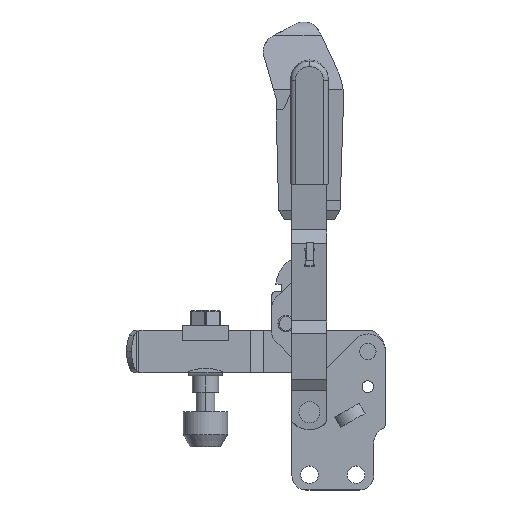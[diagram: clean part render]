
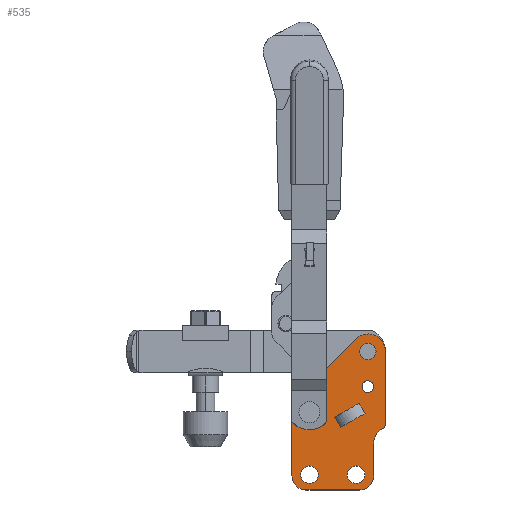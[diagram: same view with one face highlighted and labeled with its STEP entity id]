
A CAD part, top view. The second image highlights one B-rep face of the part: STEP entity #535.
In plain terms, the highlighted planar face has unit normal (0, 0, 1).
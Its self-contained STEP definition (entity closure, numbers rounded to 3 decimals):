
#535=ADVANCED_FACE('NONE',(#1504,#1505,#1506,#1507,#1508,#1509,#1510),#1511,.T.);
#1504=FACE_OUTER_BOUND('',#2985,.T.);
#1505=FACE_BOUND('',#2986,.T.);
#1506=FACE_BOUND('',#2987,.T.);
#1507=FACE_BOUND('',#2988,.T.);
#1508=FACE_BOUND('',#2989,.T.);
#1509=FACE_BOUND('',#2990,.T.);
#1510=FACE_BOUND('',#2991,.T.);
#1511=PLANE('',#2992);
#2985=EDGE_LOOP('',(#4524,#4525,#4526,#4527,#4528,#4529,#4530,#4531,#4532,#4533,#4534));
#2986=EDGE_LOOP('',(#4535,#4536));
#2987=EDGE_LOOP('',(#4537,#4538));
#2988=EDGE_LOOP('',(#4539,#4540));
#2989=EDGE_LOOP('',(#4541,#4542));
#2990=EDGE_LOOP('',(#4543,#4544));
#2991=EDGE_LOOP('',(#4545,#4546,#4547,#4548));
#2992=AXIS2_PLACEMENT_3D('',#4549,#4550,#4551);
#4524=ORIENTED_EDGE('',*,*,#8647,.T.);
#4525=ORIENTED_EDGE('',*,*,#8648,.T.);
#4526=ORIENTED_EDGE('',*,*,#8649,.T.);
#4527=ORIENTED_EDGE('',*,*,#8650,.T.);
#4528=ORIENTED_EDGE('',*,*,#8651,.T.);
#4529=ORIENTED_EDGE('',*,*,#8652,.F.);
#4530=ORIENTED_EDGE('',*,*,#8653,.T.);
#4531=ORIENTED_EDGE('',*,*,#8654,.T.);
#4532=ORIENTED_EDGE('',*,*,#8655,.T.);
#4533=ORIENTED_EDGE('',*,*,#8656,.T.);
#4534=ORIENTED_EDGE('',*,*,#8657,.T.);
#4535=ORIENTED_EDGE('',*,*,#8554,.T.);
#4536=ORIENTED_EDGE('',*,*,#8658,.T.);
#4537=ORIENTED_EDGE('',*,*,#8564,.T.);
#4538=ORIENTED_EDGE('',*,*,#8659,.T.);
#4539=ORIENTED_EDGE('',*,*,#8660,.F.);
#4540=ORIENTED_EDGE('',*,*,#8614,.F.);
#4541=ORIENTED_EDGE('',*,*,#8661,.F.);
#4542=ORIENTED_EDGE('',*,*,#8609,.F.);
#4543=ORIENTED_EDGE('',*,*,#8592,.F.);
#4544=ORIENTED_EDGE('',*,*,#8662,.F.);
#4545=ORIENTED_EDGE('',*,*,#8643,.F.);
#4546=ORIENTED_EDGE('',*,*,#8663,.T.);
#4547=ORIENTED_EDGE('',*,*,#8641,.T.);
#4548=ORIENTED_EDGE('',*,*,#8664,.F.);
#4549=CARTESIAN_POINT('',(-26.5,-53.25,6.0));
#4550=DIRECTION('',(0.0,0.0,1.0));
#4551=DIRECTION('',(1.0,0.0,0.0));
#8554=EDGE_CURVE('NONE',#10200,#10198,#10201,.T.);
#8564=EDGE_CURVE('NONE',#10218,#10216,#10219,.T.);
#8592=EDGE_CURVE('NONE',#10267,#10268,#10269,.T.);
#8609=EDGE_CURVE('NONE',#10297,#10299,#10300,.T.);
#8614=EDGE_CURVE('NONE',#10306,#10308,#10309,.T.);
#8641=EDGE_CURVE('NONE',#10353,#10350,#10354,.T.);
#8643=EDGE_CURVE('NONE',#10355,#10351,#10357,.T.);
#8647=EDGE_CURVE('NONE',#10361,#10362,#10363,.T.);
#8648=EDGE_CURVE('NONE',#10362,#10364,#10365,.T.);
#8649=EDGE_CURVE('NONE',#10364,#10366,#10367,.T.);
#8650=EDGE_CURVE('NONE',#10366,#10368,#10369,.T.);
#8651=EDGE_CURVE('NONE',#10368,#10370,#10371,.T.);
#8652=EDGE_CURVE('NONE',#10372,#10370,#10373,.T.);
#8653=EDGE_CURVE('NONE',#10372,#10374,#10375,.T.);
#8654=EDGE_CURVE('NONE',#10374,#10376,#10377,.T.);
#8655=EDGE_CURVE('NONE',#10376,#10378,#10379,.T.);
#8656=EDGE_CURVE('NONE',#10378,#10380,#10381,.T.);
#8657=EDGE_CURVE('NONE',#10380,#10361,#10382,.T.);
#8658=EDGE_CURVE('NONE',#10198,#10200,#10383,.T.);
#8659=EDGE_CURVE('NONE',#10216,#10218,#10384,.T.);
#8660=EDGE_CURVE('NONE',#10308,#10306,#10385,.T.);
#8661=EDGE_CURVE('NONE',#10299,#10297,#10386,.T.);
#8662=EDGE_CURVE('NONE',#10268,#10267,#10387,.T.);
#8663=EDGE_CURVE('NONE',#10355,#10353,#10388,.T.);
#8664=EDGE_CURVE('NONE',#10351,#10350,#10389,.T.);
#10198=VERTEX_POINT('NONE',#12613);
#10200=VERTEX_POINT('NONE',#12616);
#10201=CIRCLE('',#12617,2.5);
#10216=VERTEX_POINT('NONE',#12635);
#10218=VERTEX_POINT('NONE',#12638);
#10219=CIRCLE('',#12639,2.5);
#10267=VERTEX_POINT('NONE',#12698);
#10268=VERTEX_POINT('NONE',#12699);
#10269=CIRCLE('',#12700,2.5);
#10297=VERTEX_POINT('NONE',#12734);
#10299=VERTEX_POINT('NONE',#12737);
#10300=CIRCLE('',#12738,3.75);
#10306=VERTEX_POINT('NONE',#12745);
#10308=VERTEX_POINT('NONE',#12748);
#10309=CIRCLE('',#12749,3.75);
#10350=VERTEX_POINT('NONE',#12800);
#10351=VERTEX_POINT('NONE',#12801);
#10353=VERTEX_POINT('NONE',#12803);
#10354=LINE('',#12804,#12805);
#10355=VERTEX_POINT('NONE',#12806);
#10357=LINE('',#12808,#12809);
#10361=VERTEX_POINT('NONE',#12813);
#10362=VERTEX_POINT('NONE',#12814);
#10363=LINE('',#12815,#12816);
#10364=VERTEX_POINT('NONE',#12817);
#10365=CIRCLE('',#12818,6.0);
#10366=VERTEX_POINT('NONE',#12819);
#10367=LINE('',#12820,#12821);
#10368=VERTEX_POINT('NONE',#12822);
#10369=CIRCLE('',#12823,6.0);
#10370=VERTEX_POINT('NONE',#12824);
#10371=LINE('',#12825,#12826);
#10372=VERTEX_POINT('NONE',#12827);
#10373=CIRCLE('',#12828,7.0);
#10374=VERTEX_POINT('NONE',#12829);
#10375=CIRCLE('',#12830,2.0);
#10376=VERTEX_POINT('NONE',#12831);
#10377=LINE('',#12832,#12833);
#10378=VERTEX_POINT('NONE',#12834);
#10379=CIRCLE('',#12835,7.5);
#10380=VERTEX_POINT('NONE',#12836);
#10381=LINE('',#12837,#12838);
#10382=CIRCLE('',#12839,7.5);
#10383=CIRCLE('',#12840,2.5);
#10384=CIRCLE('',#12841,2.5);
#10385=CIRCLE('',#12842,3.75);
#10386=CIRCLE('',#12843,3.75);
#10387=CIRCLE('',#12844,2.5);
#10388=LINE('',#12845,#12846);
#10389=LINE('',#12847,#12848);
#12613=CARTESIAN_POINT('',(2.5,-15.0,6.0));
#12616=CARTESIAN_POINT('',(-2.5,-15.0,6.0));
#12617=AXIS2_PLACEMENT_3D('',#16613,#16614,#16615);
#12635=CARTESIAN_POINT('',(-22.5,-26.0,6.0));
#12638=CARTESIAN_POINT('',(-27.5,-26.0,6.0));
#12639=AXIS2_PLACEMENT_3D('',#16629,#16630,#16631);
#12698=CARTESIAN_POINT('',(-2.5,0.0,6.0));
#12699=CARTESIAN_POINT('',(2.5,0.0,6.0));
#12700=AXIS2_PLACEMENT_3D('',#16673,#16674,#16675);
#12734=CARTESIAN_POINT('',(-1.25,-52.75,6.0));
#12737=CARTESIAN_POINT('',(-8.75,-52.75,6.0));
#12738=AXIS2_PLACEMENT_3D('',#16701,#16702,#16703);
#12745=CARTESIAN_POINT('',(-21.25,-52.75,6.0));
#12748=CARTESIAN_POINT('',(-28.75,-52.75,6.0));
#12749=AXIS2_PLACEMENT_3D('',#16709,#16710,#16711);
#12800=CARTESIAN_POINT('',(-1.207,-26.461,6.0));
#12801=CARTESIAN_POINT('',(-11.599,-32.461,6.0));
#12803=CARTESIAN_POINT('',(-3.707,-22.13,6.0));
#12804=CARTESIAN_POINT('',(-3.707,-22.13,6.0));
#12805=VECTOR('',#16761,1000.0);
#12806=CARTESIAN_POINT('',(-14.099,-28.13,6.0));
#12808=CARTESIAN_POINT('',(-14.099,-28.13,6.0));
#12809=VECTOR('',#16765,1000.0);
#12813=CARTESIAN_POINT('',(-32.5,-25.0,6.0));
#12814=CARTESIAN_POINT('',(-32.5,-53.25,6.0));
#12815=CARTESIAN_POINT('',(-32.5,-25.0,6.0));
#12816=VECTOR('',#16769,1000.0);
#12817=CARTESIAN_POINT('',(-26.5,-59.25,6.0));
#12818=AXIS2_PLACEMENT_3D('',#16770,#16771,#16772);
#12819=CARTESIAN_POINT('',(-3.5,-59.25,6.0));
#12820=CARTESIAN_POINT('',(-26.5,-59.25,6.0));
#12821=VECTOR('',#16773,1000.0);
#12822=CARTESIAN_POINT('',(2.5,-53.25,6.0));
#12823=AXIS2_PLACEMENT_3D('',#16774,#16775,#16776);
#12824=CARTESIAN_POINT('',(2.5,-39.25,6.0));
#12825=CARTESIAN_POINT('',(2.5,-53.25,6.0));
#12826=VECTOR('',#16777,1000.0);
#12827=CARTESIAN_POINT('',(6.389,-32.979,6.0));
#12828=AXIS2_PLACEMENT_3D('',#16778,#16779,#16780);
#12829=CARTESIAN_POINT('',(7.5,-31.188,6.0));
#12830=AXIS2_PLACEMENT_3D('',#16781,#16782,#16783);
#12831=CARTESIAN_POINT('',(7.5,0.0,6.0));
#12832=CARTESIAN_POINT('',(7.5,-31.188,6.0));
#12833=VECTOR('',#16784,1000.0);
#12834=CARTESIAN_POINT('',(-5.303,5.303,6.0));
#12835=AXIS2_PLACEMENT_3D('',#16785,#16786,#16787);
#12836=CARTESIAN_POINT('',(-30.303,-19.697,6.0));
#12837=CARTESIAN_POINT('',(-5.303,5.303,6.0));
#12838=VECTOR('',#16788,1000.0);
#12839=AXIS2_PLACEMENT_3D('',#16789,#16790,#16791);
#12840=AXIS2_PLACEMENT_3D('',#16792,#16793,#16794);
#12841=AXIS2_PLACEMENT_3D('',#16795,#16796,#16797);
#12842=AXIS2_PLACEMENT_3D('',#16798,#16799,#16800);
#12843=AXIS2_PLACEMENT_3D('',#16801,#16802,#16803);
#12844=AXIS2_PLACEMENT_3D('',#16804,#16805,#16806);
#12845=CARTESIAN_POINT('',(-14.099,-28.13,6.0));
#12846=VECTOR('',#16807,1000.0);
#12847=CARTESIAN_POINT('',(-11.599,-32.461,6.0));
#12848=VECTOR('',#16808,1000.0);
#16613=CARTESIAN_POINT('',(0.0,-15.0,6.0));
#16614=DIRECTION('',(0.0,0.0,-1.0));
#16615=DIRECTION('',(1.0,0.0,0.0));
#16629=CARTESIAN_POINT('',(-25.0,-26.0,6.0));
#16630=DIRECTION('',(0.0,0.0,-1.0));
#16631=DIRECTION('',(1.0,0.0,0.0));
#16673=CARTESIAN_POINT('',(0.0,0.0,6.0));
#16674=DIRECTION('',(0.0,0.0,1.0));
#16675=DIRECTION('',(1.0,0.0,0.0));
#16701=CARTESIAN_POINT('',(-5.0,-52.75,6.0));
#16702=DIRECTION('',(0.0,0.0,1.0));
#16703=DIRECTION('',(1.0,0.0,0.0));
#16709=CARTESIAN_POINT('',(-25.0,-52.75,6.0));
#16710=DIRECTION('',(0.0,0.0,1.0));
#16711=DIRECTION('',(1.0,0.0,0.0));
#16761=DIRECTION('',(0.5,-0.866,0.0));
#16765=DIRECTION('',(0.5,-0.866,0.0));
#16769=DIRECTION('',(0.0,-1.0,0.0));
#16770=CARTESIAN_POINT('',(-26.5,-53.25,6.0));
#16771=DIRECTION('',(0.0,0.0,1.0));
#16772=DIRECTION('',(1.0,0.0,0.0));
#16773=DIRECTION('',(1.0,0.0,0.0));
#16774=CARTESIAN_POINT('',(-3.5,-53.25,6.0));
#16775=DIRECTION('',(0.0,0.0,1.0));
#16776=DIRECTION('',(1.0,0.0,0.0));
#16777=DIRECTION('',(0.0,1.0,0.0));
#16778=CARTESIAN_POINT('',(9.5,-39.25,6.0));
#16779=DIRECTION('',(0.0,0.0,1.0));
#16780=DIRECTION('',(1.0,0.0,0.0));
#16781=CARTESIAN_POINT('',(5.5,-31.188,6.0));
#16782=DIRECTION('',(0.0,0.0,1.0));
#16783=DIRECTION('',(1.0,0.0,0.0));
#16784=DIRECTION('',(0.0,1.0,0.0));
#16785=CARTESIAN_POINT('',(0.0,0.0,6.0));
#16786=DIRECTION('',(0.0,0.0,1.0));
#16787=DIRECTION('',(1.0,0.0,0.0));
#16788=DIRECTION('',(-0.707,-0.707,0.0));
#16789=CARTESIAN_POINT('',(-25.0,-25.0,6.0));
#16790=DIRECTION('',(0.0,0.0,1.0));
#16791=DIRECTION('',(1.0,0.0,0.0));
#16792=CARTESIAN_POINT('',(0.0,-15.0,6.0));
#16793=DIRECTION('',(0.0,0.0,-1.0));
#16794=DIRECTION('',(1.0,0.0,0.0));
#16795=CARTESIAN_POINT('',(-25.0,-26.0,6.0));
#16796=DIRECTION('',(0.0,0.0,-1.0));
#16797=DIRECTION('',(1.0,0.0,0.0));
#16798=CARTESIAN_POINT('',(-25.0,-52.75,6.0));
#16799=DIRECTION('',(0.0,0.0,1.0));
#16800=DIRECTION('',(1.0,0.0,0.0));
#16801=CARTESIAN_POINT('',(-5.0,-52.75,6.0));
#16802=DIRECTION('',(0.0,0.0,1.0));
#16803=DIRECTION('',(1.0,0.0,0.0));
#16804=CARTESIAN_POINT('',(0.0,0.0,6.0));
#16805=DIRECTION('',(0.0,0.0,1.0));
#16806=DIRECTION('',(1.0,0.0,0.0));
#16807=DIRECTION('',(0.866,0.5,0.0));
#16808=DIRECTION('',(0.866,0.5,0.0));
